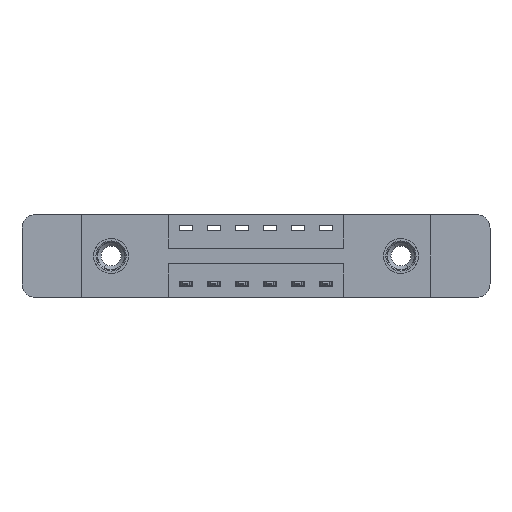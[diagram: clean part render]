
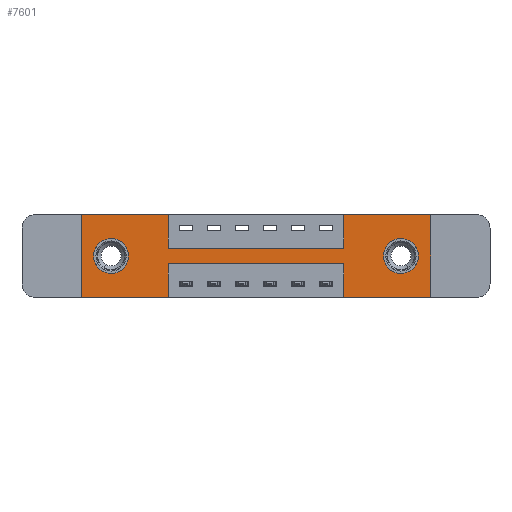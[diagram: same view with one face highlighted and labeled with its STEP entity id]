
A CAD part, front view. The second image highlights one B-rep face of the part: STEP entity #7601.
In plain terms, the highlighted planar face has unit normal (0, -1, 0).
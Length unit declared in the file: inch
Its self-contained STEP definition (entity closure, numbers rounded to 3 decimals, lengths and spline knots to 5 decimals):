
#18 = DIRECTION ( 'NONE',  ( 0., 0., -1. ) ) ;
#84 = LINE ( 'NONE', #1452, #12877 ) ;
#99 = AXIS2_PLACEMENT_3D ( 'NONE', #7669, #12076, #6233 ) ;
#490 = CARTESIAN_POINT ( 'NONE',  ( 0.1325, 0., -0.185 ) ) ;
#653 = EDGE_CURVE ( 'NONE', #13458, #11434, #1109, .T. ) ;
#798 = VECTOR ( 'NONE', #4115, 39.37008 ) ;
#1031 = VERTEX_POINT ( 'NONE', #1083 ) ;
#1040 = CARTESIAN_POINT ( 'NONE',  ( 0., 0., 0. ) ) ;
#1042 = DIRECTION ( 'NONE',  ( 0., 1., 0. ) ) ;
#1076 = VECTOR ( 'NONE', #5757, 39.37008 ) ;
#1083 = CARTESIAN_POINT ( 'NONE',  ( 1.4275, 0., -0.263 ) ) ;
#1109 = LINE ( 'NONE', #13480, #10007 ) ;
#1299 = DIRECTION ( 'NONE',  ( 0., -1., 0. ) ) ;
#1415 = CARTESIAN_POINT ( 'NONE',  ( 0.1325, 0., -0.263 ) ) ;
#1425 = ORIENTED_EDGE ( 'NONE', *, *, #13431, .F. ) ;
#1452 = CARTESIAN_POINT ( 'NONE',  ( 0.3875, 0., -0.15 ) ) ;
#1488 = VERTEX_POINT ( 'NONE', #7800 ) ;
#1553 = VERTEX_POINT ( 'NONE', #13665 ) ;
#1721 = AXIS2_PLACEMENT_3D ( 'NONE', #13467, #1299, #18 ) ;
#1745 = ORIENTED_EDGE ( 'NONE', *, *, #7932, .T. ) ;
#1796 = ORIENTED_EDGE ( 'NONE', *, *, #4400, .F. ) ;
#1923 = LINE ( 'NONE', #11042, #12918 ) ;
#2072 = CARTESIAN_POINT ( 'NONE',  ( 0.1325, 0., -0.185 ) ) ;
#2089 = CARTESIAN_POINT ( 'NONE',  ( 0.3875, 0., -0.22 ) ) ;
#2172 = ORIENTED_EDGE ( 'NONE', *, *, #5984, .F. ) ;
#2178 = DIRECTION ( 'NONE',  ( -1., 0., 0. ) ) ;
#2336 = DIRECTION ( 'NONE',  ( 0., 0., 1. ) ) ;
#2446 = DIRECTION ( 'NONE',  ( 0., 0., 1. ) ) ;
#2529 = DIRECTION ( 'NONE',  ( 0., 1., 0. ) ) ;
#2652 = CARTESIAN_POINT ( 'NONE',  ( 1.1725, 0., -0.15 ) ) ;
#2719 = CIRCLE ( 'NONE', #10798, 0.078 ) ;
#2782 = VERTEX_POINT ( 'NONE', #2089 ) ;
#2865 = DIRECTION ( 'NONE',  ( 1., 0., 0. ) ) ;
#2885 = CIRCLE ( 'NONE', #99, 0.078 ) ;
#3059 = EDGE_CURVE ( 'NONE', #13973, #8728, #3889, .T. ) ;
#3228 = EDGE_CURVE ( 'NONE', #1488, #6863, #11494, .T. ) ;
#3262 = ORIENTED_EDGE ( 'NONE', *, *, #6580, .F. ) ;
#3409 = VERTEX_POINT ( 'NONE', #11529 ) ;
#3483 = VERTEX_POINT ( 'NONE', #4227 ) ;
#3889 = LINE ( 'NONE', #12634, #7562 ) ;
#4069 = VECTOR ( 'NONE', #11032, 39.37008 ) ;
#4115 = DIRECTION ( 'NONE',  ( 0., 0., -1. ) ) ;
#4227 = CARTESIAN_POINT ( 'NONE',  ( 1.4275, 0., -0.107 ) ) ;
#4309 = LINE ( 'NONE', #1040, #4069 ) ;
#4400 = EDGE_CURVE ( 'NONE', #4525, #13973, #11319, .T. ) ;
#4525 = VERTEX_POINT ( 'NONE', #10665 ) ;
#4645 = CARTESIAN_POINT ( 'NONE',  ( 1.1725, 0., 0. ) ) ;
#4789 = LINE ( 'NONE', #9204, #6804 ) ;
#4800 = CARTESIAN_POINT ( 'NONE',  ( 0., 0., 0. ) ) ;
#4807 = EDGE_CURVE ( 'NONE', #1553, #7278, #8124, .T. ) ;
#4900 = ORIENTED_EDGE ( 'NONE', *, *, #11820, .T. ) ;
#5204 = VECTOR ( 'NONE', #8854, 39.37008 ) ;
#5253 = DIRECTION ( 'NONE',  ( -1., 0., 0. ) ) ;
#5539 = LINE ( 'NONE', #13346, #5204 ) ;
#5634 = EDGE_LOOP ( 'NONE', ( #9245, #1745 ) ) ;
#5654 = EDGE_LOOP ( 'NONE', ( #14205, #4900 ) ) ;
#5740 = DIRECTION ( 'NONE',  ( 0., 0., 1. ) ) ;
#5757 = DIRECTION ( 'NONE',  ( 0., 0., -1. ) ) ;
#5984 = EDGE_CURVE ( 'NONE', #8728, #13147, #5539, .T. ) ;
#6233 = DIRECTION ( 'NONE',  ( 0., 0., -1. ) ) ;
#6346 = LINE ( 'NONE', #8112, #798 ) ;
#6580 = EDGE_CURVE ( 'NONE', #2782, #10781, #6346, .T. ) ;
#6682 = FACE_BOUND ( 'NONE', #5634, .T. ) ;
#6804 = VECTOR ( 'NONE', #9337, 39.37008 ) ;
#6863 = VERTEX_POINT ( 'NONE', #1415 ) ;
#7007 = EDGE_CURVE ( 'NONE', #7278, #3409, #4309, .T. ) ;
#7278 = VERTEX_POINT ( 'NONE', #11741 ) ;
#7435 = DIRECTION ( 'NONE',  ( 0., 0., -1. ) ) ;
#7488 = ORIENTED_EDGE ( 'NONE', *, *, #653, .F. ) ;
#7562 = VECTOR ( 'NONE', #9374, 39.37008 ) ;
#7601 = ADVANCED_FACE ( 'NONE', ( #6682, #9999, #11361 ), #7963, .T. ) ;
#7669 = CARTESIAN_POINT ( 'NONE',  ( 1.4275, 0., -0.185 ) ) ;
#7681 = LINE ( 'NONE', #12090, #12434 ) ;
#7783 = EDGE_CURVE ( 'NONE', #3409, #9468, #4789, .T. ) ;
#7800 = CARTESIAN_POINT ( 'NONE',  ( 0.1325, 0., -0.107 ) ) ;
#7932 = EDGE_CURVE ( 'NONE', #1031, #3483, #2885, .T. ) ;
#7963 = PLANE ( 'NONE',  #1721 ) ;
#8112 = CARTESIAN_POINT ( 'NONE',  ( 0.3875, 0., -0.37 ) ) ;
#8124 = LINE ( 'NONE', #4800, #10722 ) ;
#8561 = CARTESIAN_POINT ( 'NONE',  ( 1.1725, 0., -0.37 ) ) ;
#8715 = CARTESIAN_POINT ( 'NONE',  ( 0.3875, 0., -0.37 ) ) ;
#8728 = VERTEX_POINT ( 'NONE', #8561 ) ;
#8809 = EDGE_CURVE ( 'NONE', #9468, #13458, #84, .T. ) ;
#8854 = DIRECTION ( 'NONE',  ( 0., 0., 1. ) ) ;
#9204 = CARTESIAN_POINT ( 'NONE',  ( 0.3875, 0., 0. ) ) ;
#9245 = ORIENTED_EDGE ( 'NONE', *, *, #11950, .T. ) ;
#9250 = CARTESIAN_POINT ( 'NONE',  ( 0., 0., 0. ) ) ;
#9299 = CARTESIAN_POINT ( 'NONE',  ( 1.56, 0., -0.37 ) ) ;
#9337 = DIRECTION ( 'NONE',  ( 0., 0., -1. ) ) ;
#9374 = DIRECTION ( 'NONE',  ( -1., 0., 0. ) ) ;
#9411 = AXIS2_PLACEMENT_3D ( 'NONE', #2072, #1042, #13136 ) ;
#9468 = VERTEX_POINT ( 'NONE', #13079 ) ;
#9609 = CARTESIAN_POINT ( 'NONE',  ( 1.4275, 0., -0.185 ) ) ;
#9684 = VECTOR ( 'NONE', #2865, 39.37008 ) ;
#9724 = ORIENTED_EDGE ( 'NONE', *, *, #13571, .F. ) ;
#9931 = ORIENTED_EDGE ( 'NONE', *, *, #8809, .F. ) ;
#9981 = ORIENTED_EDGE ( 'NONE', *, *, #10110, .F. ) ;
#9999 = FACE_BOUND ( 'NONE', #5654, .T. ) ;
#10007 = VECTOR ( 'NONE', #2336, 39.37008 ) ;
#10110 = EDGE_CURVE ( 'NONE', #10781, #1553, #7681, .T. ) ;
#10114 = AXIS2_PLACEMENT_3D ( 'NONE', #9609, #13947, #7435 ) ;
#10367 = ORIENTED_EDGE ( 'NONE', *, *, #4807, .F. ) ;
#10392 = EDGE_LOOP ( 'NONE', ( #3262, #9724, #2172, #12443, #1796, #1425, #7488, #9931, #12324, #12311, #10367, #9981 ) ) ;
#10665 = CARTESIAN_POINT ( 'NONE',  ( 1.56, 0., 0. ) ) ;
#10722 = VECTOR ( 'NONE', #5740, 39.37008 ) ;
#10781 = VERTEX_POINT ( 'NONE', #8715 ) ;
#10798 = AXIS2_PLACEMENT_3D ( 'NONE', #490, #2529, #2446 ) ;
#11032 = DIRECTION ( 'NONE',  ( 1., 0., 0. ) ) ;
#11042 = CARTESIAN_POINT ( 'NONE',  ( 0.3875, 0., -0.22 ) ) ;
#11263 = CIRCLE ( 'NONE', #10114, 0.078 ) ;
#11319 = LINE ( 'NONE', #12326, #1076 ) ;
#11361 = FACE_OUTER_BOUND ( 'NONE', #10392, .T. ) ;
#11434 = VERTEX_POINT ( 'NONE', #4645 ) ;
#11494 = CIRCLE ( 'NONE', #9411, 0.078 ) ;
#11529 = CARTESIAN_POINT ( 'NONE',  ( 0.3875, 0., 0. ) ) ;
#11741 = CARTESIAN_POINT ( 'NONE',  ( 0., 0., 0. ) ) ;
#11820 = EDGE_CURVE ( 'NONE', #6863, #1488, #2719, .T. ) ;
#11950 = EDGE_CURVE ( 'NONE', #3483, #1031, #11263, .T. ) ;
#11997 = CARTESIAN_POINT ( 'NONE',  ( 1.1725, 0., -0.22 ) ) ;
#12076 = DIRECTION ( 'NONE',  ( 0., 1., 0. ) ) ;
#12090 = CARTESIAN_POINT ( 'NONE',  ( 0., 0., -0.37 ) ) ;
#12311 = ORIENTED_EDGE ( 'NONE', *, *, #7007, .F. ) ;
#12324 = ORIENTED_EDGE ( 'NONE', *, *, #7783, .F. ) ;
#12326 = CARTESIAN_POINT ( 'NONE',  ( 1.56, 0., 0. ) ) ;
#12434 = VECTOR ( 'NONE', #2178, 39.37008 ) ;
#12443 = ORIENTED_EDGE ( 'NONE', *, *, #3059, .F. ) ;
#12634 = CARTESIAN_POINT ( 'NONE',  ( 0., 0., -0.37 ) ) ;
#12877 = VECTOR ( 'NONE', #13409, 39.37008 ) ;
#12918 = VECTOR ( 'NONE', #5253, 39.37008 ) ;
#13079 = CARTESIAN_POINT ( 'NONE',  ( 0.3875, 0., -0.15 ) ) ;
#13136 = DIRECTION ( 'NONE',  ( 0., 0., 1. ) ) ;
#13147 = VERTEX_POINT ( 'NONE', #11997 ) ;
#13346 = CARTESIAN_POINT ( 'NONE',  ( 1.1725, 0., -0.37 ) ) ;
#13409 = DIRECTION ( 'NONE',  ( 1., 0., 0. ) ) ;
#13431 = EDGE_CURVE ( 'NONE', #11434, #4525, #13938, .T. ) ;
#13458 = VERTEX_POINT ( 'NONE', #2652 ) ;
#13467 = CARTESIAN_POINT ( 'NONE',  ( 0., 0., -0.37 ) ) ;
#13480 = CARTESIAN_POINT ( 'NONE',  ( 1.1725, 0., 0. ) ) ;
#13571 = EDGE_CURVE ( 'NONE', #13147, #2782, #1923, .T. ) ;
#13665 = CARTESIAN_POINT ( 'NONE',  ( 0., 0., -0.37 ) ) ;
#13938 = LINE ( 'NONE', #9250, #9684 ) ;
#13947 = DIRECTION ( 'NONE',  ( 0., 1., 0. ) ) ;
#13973 = VERTEX_POINT ( 'NONE', #9299 ) ;
#14205 = ORIENTED_EDGE ( 'NONE', *, *, #3228, .T. ) ;
